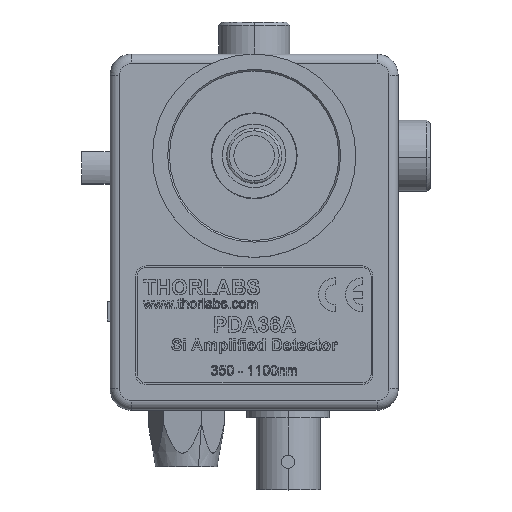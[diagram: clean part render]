
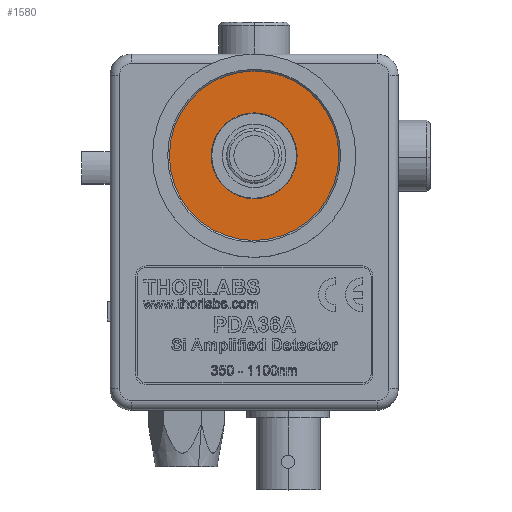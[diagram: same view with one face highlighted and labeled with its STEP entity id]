
A CAD part, top view. The second image highlights one B-rep face of the part: STEP entity #1580.
In plain terms, the highlighted planar face has unit normal (0, 0, 1).
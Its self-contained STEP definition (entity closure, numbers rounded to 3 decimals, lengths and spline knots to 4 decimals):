
#1580 = ADVANCED_FACE ( 'NONE', ( #18798, #18643 ), #18704, .T. ) ;
#1581 = ORIENTED_EDGE ( 'NONE', *, *, #2327, .T. ) ;
#2075 = EDGE_LOOP ( 'NONE', ( #1581, #2379 ) ) ;
#2085 = ORIENTED_EDGE ( 'NONE', *, *, #2325, .F. ) ;
#2323 = VERTEX_POINT ( 'NONE', #24853 ) ;
#2324 = VERTEX_POINT ( 'NONE', #24931 ) ;
#2325 = EDGE_CURVE ( 'NONE', #2347, #2340, #24925, .T. ) ;
#2327 = EDGE_CURVE ( 'NONE', #2323, #2324, #24913, .T. ) ;
#2329 = ORIENTED_EDGE ( 'NONE', *, *, #2387, .F. ) ;
#2338 = EDGE_LOOP ( 'NONE', ( #2085, #2329 ) ) ;
#2340 = VERTEX_POINT ( 'NONE', #24985 ) ;
#2347 = VERTEX_POINT ( 'NONE', #25096 ) ;
#2376 = EDGE_CURVE ( 'NONE', #2324, #2323, #25145, .T. ) ;
#2379 = ORIENTED_EDGE ( 'NONE', *, *, #2376, .T. ) ;
#2387 = EDGE_CURVE ( 'NONE', #2340, #2347, #25234, .T. ) ;
#18643 = FACE_OUTER_BOUND ( 'NONE', #2075, .T. ) ;
#18698 = DIRECTION ( 'NONE',  ( 0., 0., 1. ) ) ;
#18699 = CARTESIAN_POINT ( 'NONE',  ( 0.85, 1.5, 0.88 ) ) ;
#18704 = PLANE ( 'NONE',  #18795 ) ;
#18768 = DIRECTION ( 'NONE',  ( 1., 0., 0. ) ) ;
#18795 = AXIS2_PLACEMENT_3D ( 'NONE', #18699, #18698, #18768 ) ;
#18798 = FACE_BOUND ( 'NONE', #2338, .T. ) ;
#24853 = CARTESIAN_POINT ( 'NONE',  ( 1.3675, 1.5, 0.88 ) ) ;
#24913 = CIRCLE ( 'NONE', #24948, 0.5175 ) ;
#24925 = CIRCLE ( 'NONE', #24944, 0.2535 ) ;
#24931 = CARTESIAN_POINT ( 'NONE',  ( 0.3325, 1.5, 0.88 ) ) ;
#24944 = AXIS2_PLACEMENT_3D ( 'NONE', #25037, #25036, #25034 ) ;
#24948 = AXIS2_PLACEMENT_3D ( 'NONE', #25032, #25023, #25021 ) ;
#24985 = CARTESIAN_POINT ( 'NONE',  ( 0.5965, 1.5, 0.88 ) ) ;
#25021 = DIRECTION ( 'NONE',  ( 1., 0., 0. ) ) ;
#25023 = DIRECTION ( 'NONE',  ( 0., 0., 1. ) ) ;
#25032 = CARTESIAN_POINT ( 'NONE',  ( 0.85, 1.5, 0.88 ) ) ;
#25034 = DIRECTION ( 'NONE',  ( 1., 0., 0. ) ) ;
#25036 = DIRECTION ( 'NONE',  ( 0., 0., 1. ) ) ;
#25037 = CARTESIAN_POINT ( 'NONE',  ( 0.85, 1.5, 0.88 ) ) ;
#25096 = CARTESIAN_POINT ( 'NONE',  ( 1.1035, 1.5, 0.88 ) ) ;
#25145 = CIRCLE ( 'NONE', #25204, 0.5175 ) ;
#25204 = AXIS2_PLACEMENT_3D ( 'NONE', #25281, #25280, #25279 ) ;
#25234 = CIRCLE ( 'NONE', #25329, 0.2535 ) ;
#25279 = DIRECTION ( 'NONE',  ( 1., 0., 0. ) ) ;
#25280 = DIRECTION ( 'NONE',  ( 0., 0., 1. ) ) ;
#25281 = CARTESIAN_POINT ( 'NONE',  ( 0.85, 1.5, 0.88 ) ) ;
#25325 = DIRECTION ( 'NONE',  ( 1., 0., 0. ) ) ;
#25327 = DIRECTION ( 'NONE',  ( 0., 0., 1. ) ) ;
#25328 = CARTESIAN_POINT ( 'NONE',  ( 0.85, 1.5, 0.88 ) ) ;
#25329 = AXIS2_PLACEMENT_3D ( 'NONE', #25328, #25327, #25325 ) ;
